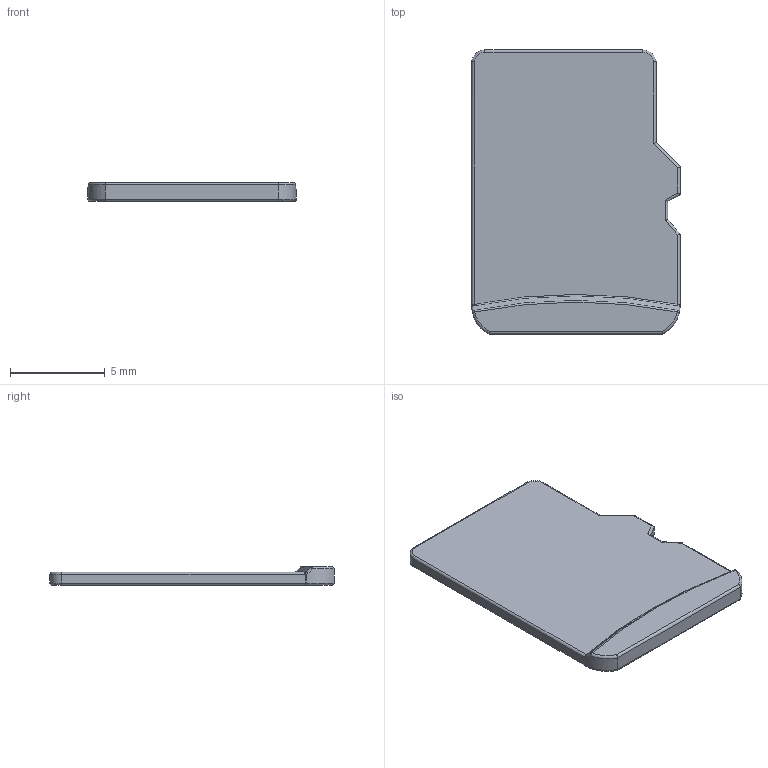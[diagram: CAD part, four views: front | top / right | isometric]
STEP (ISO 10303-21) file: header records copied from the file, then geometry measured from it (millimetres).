
FILE_DESCRIPTION (( 'STEP AP214' ), '1' );
FILE_NAME ('Micro SD Card.STEP', '2012-02-01T02:20:14', ( '' ), ( '' ), 'SwSTEP 2.0', 'SolidWorks 2011', '' );
FILE_SCHEMA (( 'AUTOMOTIVE_DESIGN' ));
Length unit declared in the file: millimetre
Products named in the file (1): Micro SD Card
Bounding box: 11.01 x 15 x 1 mm (x, y, z)
Volume: 114.3 mm3; surface area: 346.8 mm2
Topology: 1 solids, 1 shells, 58 faces, 131 edges, 75 vertices
Faces by surface type: cylinder 25, plane 13, torus 10, bspline 6, sphere 3, cone 1
Entity records: 1829 total; most frequent: CARTESIAN_POINT 592, ORIENTED_EDGE 262, DIRECTION 239, EDGE_CURVE 131, AXIS2_PLACEMENT_3D 92, VERTEX_POINT 75, ADVANCED_FACE 58, EDGE_LOOP 58
